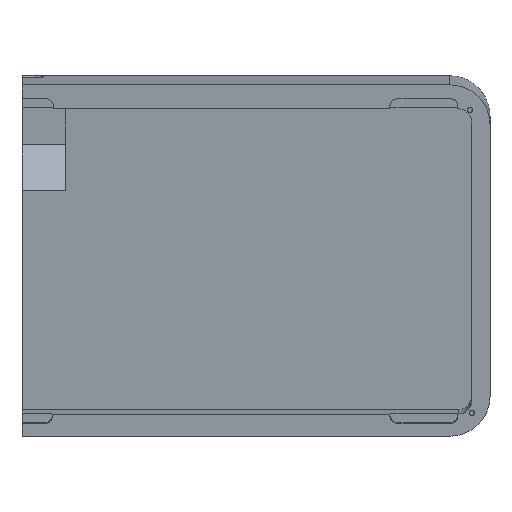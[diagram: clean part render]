
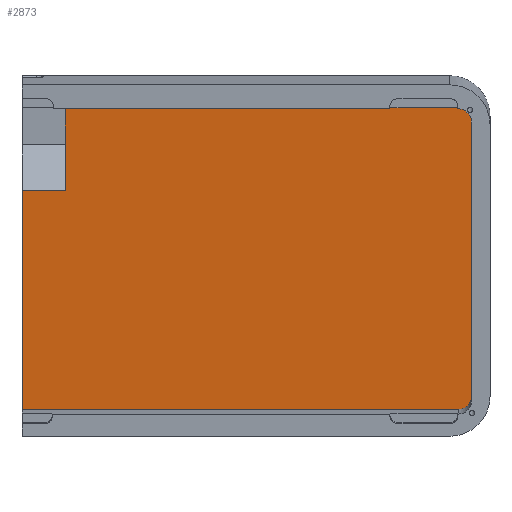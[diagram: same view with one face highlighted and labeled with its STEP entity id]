
A CAD part, top view. The second image highlights one B-rep face of the part: STEP entity #2873.
In plain terms, the highlighted planar face has unit normal (0, -0.122, 0.993).
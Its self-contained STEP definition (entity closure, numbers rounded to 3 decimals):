
#37=CIRCLE('',#3038,5.);
#38=CIRCLE('',#3039,5.);
#87=FACE_OUTER_BOUND('',#236,.T.);
#236=EDGE_LOOP('',(#1937,#1938,#1939,#1940,#1941,#1942,#1943,#1944,#1945,
#1946,#1947));
#387=LINE('',#3910,#777);
#421=LINE('',#4001,#811);
#423=LINE('',#4005,#813);
#424=LINE('',#4007,#814);
#425=LINE('',#4011,#815);
#426=LINE('',#4015,#816);
#427=LINE('',#4017,#817);
#428=LINE('',#4019,#818);
#429=LINE('',#4020,#819);
#777=VECTOR('',#3197,10.);
#811=VECTOR('',#3249,10.);
#813=VECTOR('',#3253,10.);
#814=VECTOR('',#3254,10.);
#815=VECTOR('',#3257,10.);
#816=VECTOR('',#3260,10.);
#817=VECTOR('',#3261,10.);
#818=VECTOR('',#3262,10.);
#819=VECTOR('',#3263,10.);
#1166=VERTEX_POINT('',#3906);
#1168=VERTEX_POINT('',#3909);
#1198=VERTEX_POINT('',#4000);
#1199=VERTEX_POINT('',#4004);
#1200=VERTEX_POINT('',#4006);
#1201=VERTEX_POINT('',#4008);
#1202=VERTEX_POINT('',#4010);
#1203=VERTEX_POINT('',#4012);
#1204=VERTEX_POINT('',#4014);
#1205=VERTEX_POINT('',#4016);
#1206=VERTEX_POINT('',#4018);
#1450=EDGE_CURVE('',#1168,#1166,#387,.T.);
#1489=EDGE_CURVE('',#1198,#1168,#421,.F.);
#1491=EDGE_CURVE('',#1199,#1166,#423,.T.);
#1492=EDGE_CURVE('',#1200,#1199,#424,.T.);
#1493=EDGE_CURVE('',#1200,#1201,#37,.T.);
#1494=EDGE_CURVE('',#1202,#1201,#425,.T.);
#1495=EDGE_CURVE('',#1202,#1203,#38,.T.);
#1496=EDGE_CURVE('',#1204,#1203,#426,.T.);
#1497=EDGE_CURVE('',#1205,#1204,#427,.T.);
#1498=EDGE_CURVE('',#1206,#1205,#428,.T.);
#1499=EDGE_CURVE('',#1206,#1198,#429,.T.);
#1937=ORIENTED_EDGE('',*,*,#1450,.T.);
#1938=ORIENTED_EDGE('',*,*,#1491,.F.);
#1939=ORIENTED_EDGE('',*,*,#1492,.F.);
#1940=ORIENTED_EDGE('',*,*,#1493,.T.);
#1941=ORIENTED_EDGE('',*,*,#1494,.F.);
#1942=ORIENTED_EDGE('',*,*,#1495,.T.);
#1943=ORIENTED_EDGE('',*,*,#1496,.F.);
#1944=ORIENTED_EDGE('',*,*,#1497,.F.);
#1945=ORIENTED_EDGE('',*,*,#1498,.F.);
#1946=ORIENTED_EDGE('',*,*,#1499,.T.);
#1947=ORIENTED_EDGE('',*,*,#1489,.T.);
#2742=PLANE('',#3037);
#2873=ADVANCED_FACE('',(#87),#2742,.F.);
#3037=AXIS2_PLACEMENT_3D('',#4003,#3251,#3252);
#3038=AXIS2_PLACEMENT_3D('',#4009,#3255,#3256);
#3039=AXIS2_PLACEMENT_3D('',#4013,#3258,#3259);
#3197=DIRECTION('',(0.,-0.993,-0.122));
#3249=DIRECTION('',(1.,0.,0.));
#3251=DIRECTION('center_axis',(0.,0.122,
-0.993));
#3252=DIRECTION('ref_axis',(-1.,0.,0.));
#3253=DIRECTION('',(-1.,0.,0.));
#3254=DIRECTION('',(-0.999,-0.043,-0.005));
#3255=DIRECTION('center_axis',(0.,-0.122,
0.993));
#3256=DIRECTION('ref_axis',(0.722,-0.686,-0.084));
#3257=DIRECTION('',(0.,-0.993,-0.122));
#3258=DIRECTION('center_axis',(0.,-0.122,
0.993));
#3259=DIRECTION('ref_axis',(0.722,0.686,0.084));
#3260=DIRECTION('',(0.999,-0.043,-0.005));
#3261=DIRECTION('',(0.,-0.993,-0.122));
#3262=DIRECTION('',(1.,0.,0.));
#3263=DIRECTION('',(0.,-0.993,-0.122));
#3906=CARTESIAN_POINT('',(0.,-63.465,57.534));
#3909=CARTESIAN_POINT('',(0.,18.368,67.582));
#3910=CARTESIAN_POINT('',(0.,-6.02,64.588));
#4000=CARTESIAN_POINT('',(16.171,18.368,67.582));
#4001=CARTESIAN_POINT('',(8.535,18.368,67.582));
#4003=CARTESIAN_POINT('Origin',(0.899,-6.56,64.521));
#4004=CARTESIAN_POINT('',(162.824,-63.465,57.534));
#4005=CARTESIAN_POINT('',(-161.026,-63.465,57.534));
#4006=CARTESIAN_POINT('',(163.042,-63.456,57.536));
#4007=CARTESIAN_POINT('',(162.824,-63.465,57.534));
#4008=CARTESIAN_POINT('',(167.824,-58.498,58.144));
#4009=CARTESIAN_POINT('Origin',(162.824,-58.498,58.144));
#4010=CARTESIAN_POINT('',(167.824,45.577,70.923));
#4011=CARTESIAN_POINT('',(167.824,-58.502,58.144));
#4012=CARTESIAN_POINT('',(163.042,50.535,71.532));
#4013=CARTESIAN_POINT('Origin',(162.824,45.577,70.923));
#4014=CARTESIAN_POINT('',(162.824,50.544,71.533));
#4015=CARTESIAN_POINT('',(83.217,53.998,71.957));
#4016=CARTESIAN_POINT('',(162.824,50.619,71.542));
#4017=CARTESIAN_POINT('',(162.824,50.345,71.509));
#4018=CARTESIAN_POINT('',(16.171,50.619,71.542));
#4019=CARTESIAN_POINT('',(162.824,50.619,71.542));
#4020=CARTESIAN_POINT('',(16.171,22.03,68.032));
